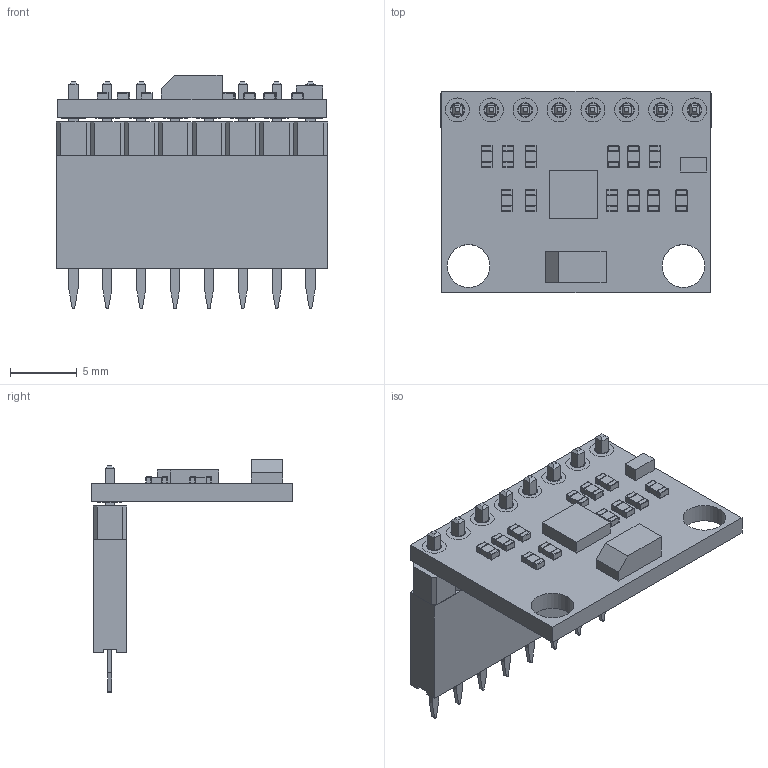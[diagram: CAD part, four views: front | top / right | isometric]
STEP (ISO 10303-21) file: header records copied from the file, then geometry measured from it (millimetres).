
FILE_DESCRIPTION(('FreeCAD Model'),'2;1');
FILE_NAME('Open CASCADE Shape Model','2022-08-30T10:16:35',( 'kicad StepUp'),('ksu MCAD'),'Open CASCADE STEP processor 7.5', 'FreeCAD','Unknown');
FILE_SCHEMA(('AUTOMOTIVE_DESIGN { 1 0 10303 214 1 1 1 1 }'));
Length unit declared in the file: millimetre
Products named in the file (8): MPU6050; PCB_Body; Pads; IC; Caps; Resisroes; PinHeaders; PinSocket
Assembly tree (7 placements, depth 2):
  MPU6050
    PCB_Body
    Pads
    IC
    Caps
    Resisroes
    PinHeaders
    PinSocket
Bounding box: 20.32 x 15.1 x 17.5 mm (x, y, z)
Volume: 1002.3 mm3; surface area: 2175.7 mm2
Topology: 26 solids, 26 shells, 1196 faces, 2670 edges, 1398 vertices
Faces by surface type: plane 682, cylinder 322, sphere 192
Full cylindrical faces by diameter (mm): 1 x8, 1.1 x8, 1.8 x8, 3.2 x2
Entity records: 38900 total; most frequent: DIRECTION 5530, CARTESIAN_POINT 5080, ORIENTED_EDGE 4956, EDGE_CURVE 2478, AXIS2_PLACEMENT_3D 1848, LINE 1834, VECTOR 1834, VERTEX_POINT 1398
